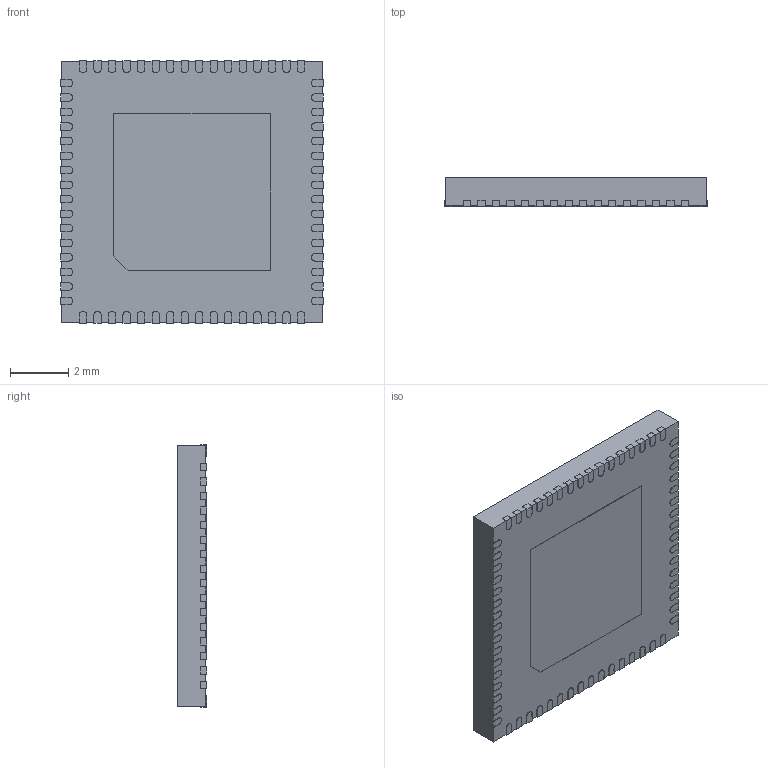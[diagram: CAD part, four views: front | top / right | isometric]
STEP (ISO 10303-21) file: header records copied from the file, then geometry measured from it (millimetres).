
FILE_DESCRIPTION(('FreeCAD Model'),'2;1');
FILE_NAME('Open CASCADE Shape Model','2025-12-02T09:38:44',(''),(''), 'Open CASCADE STEP processor 7.8','FreeCAD','Unknown');
FILE_SCHEMA(('AUTOMOTIVE_DESIGN { 1 0 10303 214 1 1 1 1 }'));
Length unit declared in the file: millimetre
Products named in the file (1): EA3C0497-57B6-4510-8C9A-89952C30B558
Bounding box: 9.04 x 1 x 9.04 mm (x, y, z)
Volume: 80.1 mm3; surface area: 201 mm2
Topology: 1 solids, 1 shells, 1245 faces, 3519 edges, 2346 vertices
Faces by surface type: plane 973, bspline 190, cylinder 82
Entity records: 54251 total; most frequent: CARTESIAN_POINT 17197, ORIENTED_EDGE 7038, DIRECTION 5415, EDGE_CURVE 3519, LINE 2975, VECTOR 2975, VERTEX_POINT 2346, FACE_BOUND 1315
